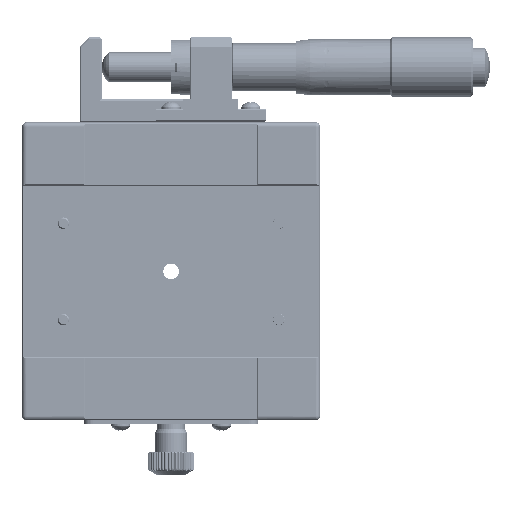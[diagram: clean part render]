
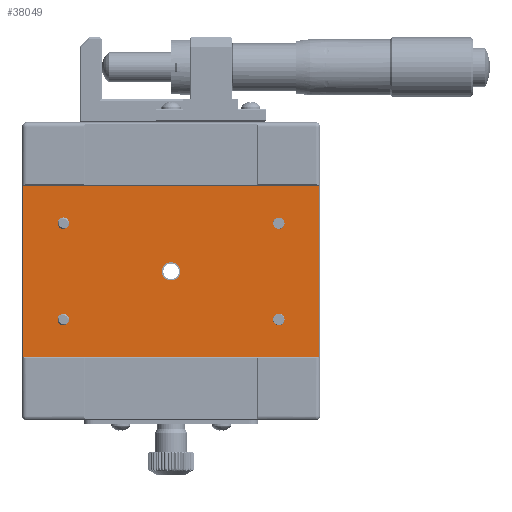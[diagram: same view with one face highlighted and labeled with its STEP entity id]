
A CAD part, front view. The second image highlights one B-rep face of the part: STEP entity #38049.
In plain terms, the highlighted planar face has unit normal (0, -1, 0).
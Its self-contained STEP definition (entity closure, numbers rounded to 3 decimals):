
#1949 = CARTESIAN_POINT ( 'NONE',  ( -20.839, 12.55, 1.662 ) ) ;
#2723 = DIRECTION ( 'NONE',  ( 0., 1., 0. ) ) ;
#5968 = EDGE_CURVE ( 'NONE', #134413, #157244, #142694, .T. ) ;
#8076 = DIRECTION ( 'NONE',  ( 0., 1., 0. ) ) ;
#8799 = ORIENTED_EDGE ( 'NONE', *, *, #73764, .T. ) ;
#9715 = VECTOR ( 'NONE', #145062, 1000. ) ;
#10380 = DIRECTION ( 'NONE',  ( 0., 0., -1. ) ) ;
#10497 = DIRECTION ( 'NONE',  ( 0., 0., 1. ) ) ;
#12277 = LINE ( 'NONE', #149367, #94270 ) ;
#14748 = EDGE_CURVE ( 'NONE', #131197, #51631, #150919, .T. ) ;
#15202 = VERTEX_POINT ( 'NONE', #128149 ) ;
#16714 = EDGE_CURVE ( 'NONE', #36905, #50803, #80574, .T. ) ;
#20404 = DIRECTION ( 'NONE',  ( 0., 1., 0. ) ) ;
#21024 = DIRECTION ( 'NONE',  ( 0., -1., 0. ) ) ;
#21043 = ORIENTED_EDGE ( 'NONE', *, *, #14748, .T. ) ;
#22033 = ORIENTED_EDGE ( 'NONE', *, *, #64457, .T. ) ;
#22899 = CARTESIAN_POINT ( 'NONE',  ( 2.661, 12.55, -9.588 ) ) ;
#24475 = EDGE_LOOP ( 'NONE', ( #121687, #56509 ) ) ;
#25009 = DIRECTION ( 'NONE',  ( 0., 0., 1. ) ) ;
#25595 = DIRECTION ( 'NONE',  ( 0., 0., 1. ) ) ;
#33369 = CARTESIAN_POINT ( 'NONE',  ( 26.161, 12.55, -18.088 ) ) ;
#33435 = ORIENTED_EDGE ( 'NONE', *, *, #80440, .T. ) ;
#33697 = AXIS2_PLACEMENT_3D ( 'NONE', #96229, #20404, #70161 ) ;
#33740 = VERTEX_POINT ( 'NONE', #1949 ) ;
#34606 = CARTESIAN_POINT ( 'NONE',  ( 26.161, 12.55, -16.838 ) ) ;
#35565 = DIRECTION ( 'NONE',  ( 0., 1., 0. ) ) ;
#36905 = VERTEX_POINT ( 'NONE', #157182 ) ;
#37538 = DIRECTION ( 'NONE',  ( -1., 0., 0. ) ) ;
#38049 = ADVANCED_FACE ( 'NONE', ( #141157, #52986, #79086, #102753, #152597, #41576 ), #151770, .F. ) ;
#39597 = DIRECTION ( 'NONE',  ( 0., 0., 1. ) ) ;
#40051 = VERTEX_POINT ( 'NONE', #90192 ) ;
#40307 = ORIENTED_EDGE ( 'NONE', *, *, #51966, .T. ) ;
#41576 = FACE_OUTER_BOUND ( 'NONE', #143885, .T. ) ;
#49983 = DIRECTION ( 'NONE',  ( 0., 0., 1. ) ) ;
#50803 = VERTEX_POINT ( 'NONE', #116250 ) ;
#50957 = VECTOR ( 'NONE', #132560, 1000. ) ;
#51389 = CARTESIAN_POINT ( 'NONE',  ( 35.161, 12.55, 11.112 ) ) ;
#51585 = CARTESIAN_POINT ( 'NONE',  ( 2.661, 12.55, -5.588 ) ) ;
#51631 = VERTEX_POINT ( 'NONE', #101166 ) ;
#51966 = EDGE_CURVE ( 'NONE', #15202, #137104, #79428, .T. ) ;
#52986 = FACE_BOUND ( 'NONE', #155433, .T. ) ;
#54199 = AXIS2_PLACEMENT_3D ( 'NONE', #89202, #2723, #25595 ) ;
#54855 = DIRECTION ( 'NONE',  ( 0., 1., 0. ) ) ;
#55326 = VERTEX_POINT ( 'NONE', #124596 ) ;
#56509 = ORIENTED_EDGE ( 'NONE', *, *, #146256, .F. ) ;
#56658 = CARTESIAN_POINT ( 'NONE',  ( -29.553, 12.55, 11.112 ) ) ;
#58033 = EDGE_CURVE ( 'NONE', #137104, #15202, #106462, .T. ) ;
#58505 = EDGE_CURVE ( 'NONE', #36905, #143820, #86997, .T. ) ;
#63155 = EDGE_CURVE ( 'NONE', #149789, #33740, #133946, .T. ) ;
#64073 = CARTESIAN_POINT ( 'NONE',  ( -20.839, 12.55, -18.088 ) ) ;
#64457 = EDGE_CURVE ( 'NONE', #33740, #149789, #116241, .T. ) ;
#64696 = CARTESIAN_POINT ( 'NONE',  ( 26.161, 12.55, 2.912 ) ) ;
#65846 = ORIENTED_EDGE ( 'NONE', *, *, #91399, .T. ) ;
#66606 = AXIS2_PLACEMENT_3D ( 'NONE', #64073, #73887, #39597 ) ;
#70161 = DIRECTION ( 'NONE',  ( 0., 0., 1. ) ) ;
#72089 = CARTESIAN_POINT ( 'NONE',  ( -20.839, 12.55, 2.912 ) ) ;
#72306 = AXIS2_PLACEMENT_3D ( 'NONE', #115504, #104044, #141614 ) ;
#73691 = ORIENTED_EDGE ( 'NONE', *, *, #159343, .T. ) ;
#73764 = EDGE_CURVE ( 'NONE', #40051, #83025, #139556, .T. ) ;
#73887 = DIRECTION ( 'NONE',  ( 0., 1., 0. ) ) ;
#73951 = EDGE_CURVE ( 'NONE', #55326, #50803, #82755, .T. ) ;
#75501 = CIRCLE ( 'NONE', #140687, 1.25 ) ;
#79086 = FACE_BOUND ( 'NONE', #117184, .T. ) ;
#79428 = CIRCLE ( 'NONE', #89920, 1.25 ) ;
#80440 = EDGE_CURVE ( 'NONE', #143820, #55326, #12277, .T. ) ;
#80574 = LINE ( 'NONE', #145858, #9715 ) ;
#81764 = AXIS2_PLACEMENT_3D ( 'NONE', #122162, #21024, #10380 ) ;
#82662 = ORIENTED_EDGE ( 'NONE', *, *, #58033, .T. ) ;
#82755 = LINE ( 'NONE', #56658, #50957 ) ;
#83025 = VERTEX_POINT ( 'NONE', #157364 ) ;
#84123 = ORIENTED_EDGE ( 'NONE', *, *, #73951, .T. ) ;
#86997 = LINE ( 'NONE', #98447, #127581 ) ;
#89202 = CARTESIAN_POINT ( 'NONE',  ( -20.839, 12.55, -18.088 ) ) ;
#89920 = AXIS2_PLACEMENT_3D ( 'NONE', #33369, #120655, #10497 ) ;
#90192 = CARTESIAN_POINT ( 'NONE',  ( -20.839, 12.55, -19.338 ) ) ;
#91399 = EDGE_CURVE ( 'NONE', #51631, #131197, #75501, .T. ) ;
#93600 = ORIENTED_EDGE ( 'NONE', *, *, #16714, .F. ) ;
#94270 = VECTOR ( 'NONE', #37538, 1000. ) ;
#96229 = CARTESIAN_POINT ( 'NONE',  ( 26.161, 12.55, -18.088 ) ) ;
#98447 = CARTESIAN_POINT ( 'NONE',  ( 34.876, 12.55, -26.288 ) ) ;
#101166 = CARTESIAN_POINT ( 'NONE',  ( 26.161, 12.55, 1.662 ) ) ;
#101357 = AXIS2_PLACEMENT_3D ( 'NONE', #64696, #54855, #115288 ) ;
#102753 = FACE_BOUND ( 'NONE', #111840, .T. ) ;
#103565 = DIRECTION ( 'NONE',  ( 0., 0., -1. ) ) ;
#104044 = DIRECTION ( 'NONE',  ( 0., -1., 0. ) ) ;
#105167 = CIRCLE ( 'NONE', #81764, 2. ) ;
#106462 = CIRCLE ( 'NONE', #33697, 1.25 ) ;
#106907 = ORIENTED_EDGE ( 'NONE', *, *, #63155, .T. ) ;
#111840 = EDGE_LOOP ( 'NONE', ( #82662, #40307 ) ) ;
#112144 = EDGE_LOOP ( 'NONE', ( #73691, #8799 ) ) ;
#115288 = DIRECTION ( 'NONE',  ( 0., 0., 1. ) ) ;
#115504 = CARTESIAN_POINT ( 'NONE',  ( 2.661, 12.55, -7.588 ) ) ;
#116241 = CIRCLE ( 'NONE', #157951, 1.25 ) ;
#116250 = CARTESIAN_POINT ( 'NONE',  ( -29.553, 12.55, -26.288 ) ) ;
#116485 = AXIS2_PLACEMENT_3D ( 'NONE', #51389, #128897, #103565 ) ;
#117184 = EDGE_LOOP ( 'NONE', ( #21043, #65846 ) ) ;
#120655 = DIRECTION ( 'NONE',  ( 0., 1., 0. ) ) ;
#121687 = ORIENTED_EDGE ( 'NONE', *, *, #5968, .F. ) ;
#122162 = CARTESIAN_POINT ( 'NONE',  ( 2.661, 12.55, -7.588 ) ) ;
#124571 = ORIENTED_EDGE ( 'NONE', *, *, #58505, .T. ) ;
#124596 = CARTESIAN_POINT ( 'NONE',  ( -29.553, 12.55, 11.112 ) ) ;
#126749 = CARTESIAN_POINT ( 'NONE',  ( 34.876, 12.55, 11.112 ) ) ;
#127581 = VECTOR ( 'NONE', #25009, 1000. ) ;
#128149 = CARTESIAN_POINT ( 'NONE',  ( 26.161, 12.55, -19.338 ) ) ;
#128897 = DIRECTION ( 'NONE',  ( 0., 1., 0. ) ) ;
#131197 = VERTEX_POINT ( 'NONE', #154326 ) ;
#131291 = CARTESIAN_POINT ( 'NONE',  ( -20.839, 12.55, 2.912 ) ) ;
#132560 = DIRECTION ( 'NONE',  ( 0., 0., -1. ) ) ;
#133517 = CARTESIAN_POINT ( 'NONE',  ( -20.839, 12.55, 4.162 ) ) ;
#133946 = CIRCLE ( 'NONE', #154811, 1.25 ) ;
#134413 = VERTEX_POINT ( 'NONE', #22899 ) ;
#137104 = VERTEX_POINT ( 'NONE', #34606 ) ;
#139556 = CIRCLE ( 'NONE', #66606, 1.25 ) ;
#140687 = AXIS2_PLACEMENT_3D ( 'NONE', #147394, #35565, #148196 ) ;
#141157 = FACE_BOUND ( 'NONE', #112144, .T. ) ;
#141614 = DIRECTION ( 'NONE',  ( 0., 0., -1. ) ) ;
#142694 = CIRCLE ( 'NONE', #72306, 2. ) ;
#143820 = VERTEX_POINT ( 'NONE', #126749 ) ;
#143885 = EDGE_LOOP ( 'NONE', ( #124571, #33435, #84123, #93600 ) ) ;
#145062 = DIRECTION ( 'NONE',  ( -1., 0., 0. ) ) ;
#145858 = CARTESIAN_POINT ( 'NONE',  ( 35.161, 12.55, -26.288 ) ) ;
#146256 = EDGE_CURVE ( 'NONE', #157244, #134413, #105167, .T. ) ;
#147394 = CARTESIAN_POINT ( 'NONE',  ( 26.161, 12.55, 2.912 ) ) ;
#148196 = DIRECTION ( 'NONE',  ( 0., 0., 1. ) ) ;
#149367 = CARTESIAN_POINT ( 'NONE',  ( 35.161, 12.55, 11.112 ) ) ;
#149586 = DIRECTION ( 'NONE',  ( 0., 1., 0. ) ) ;
#149789 = VERTEX_POINT ( 'NONE', #133517 ) ;
#150919 = CIRCLE ( 'NONE', #101357, 1.25 ) ;
#151770 = PLANE ( 'NONE',  #116485 ) ;
#152597 = FACE_BOUND ( 'NONE', #24475, .T. ) ;
#153240 = CIRCLE ( 'NONE', #54199, 1.25 ) ;
#154326 = CARTESIAN_POINT ( 'NONE',  ( 26.161, 12.55, 4.162 ) ) ;
#154811 = AXIS2_PLACEMENT_3D ( 'NONE', #72089, #149586, #49983 ) ;
#155433 = EDGE_LOOP ( 'NONE', ( #106907, #22033 ) ) ;
#156585 = DIRECTION ( 'NONE',  ( 0., 0., 1. ) ) ;
#157182 = CARTESIAN_POINT ( 'NONE',  ( 34.876, 12.55, -26.288 ) ) ;
#157244 = VERTEX_POINT ( 'NONE', #51585 ) ;
#157364 = CARTESIAN_POINT ( 'NONE',  ( -20.839, 12.55, -16.838 ) ) ;
#157951 = AXIS2_PLACEMENT_3D ( 'NONE', #131291, #8076, #156585 ) ;
#159343 = EDGE_CURVE ( 'NONE', #83025, #40051, #153240, .T. ) ;
